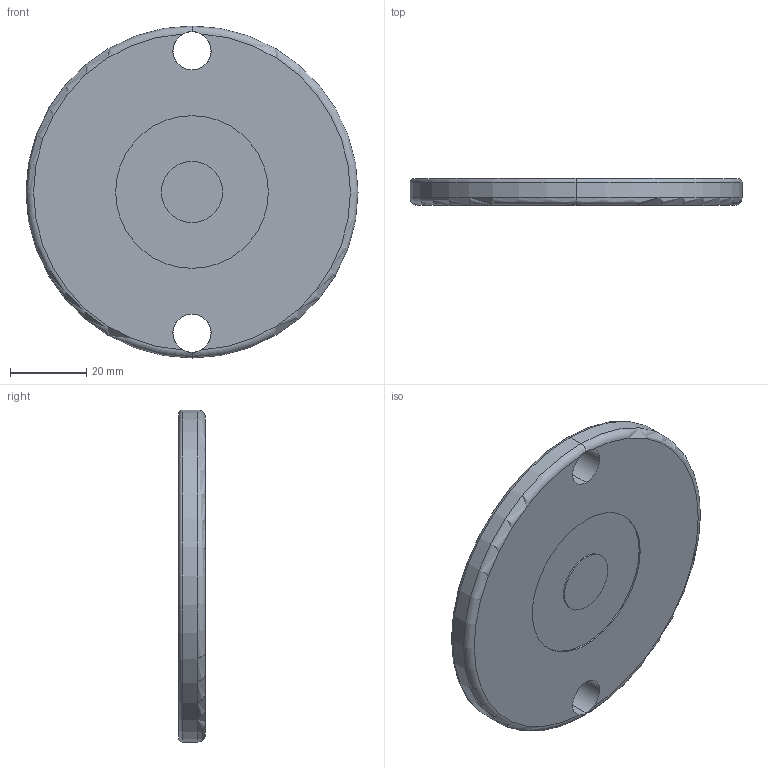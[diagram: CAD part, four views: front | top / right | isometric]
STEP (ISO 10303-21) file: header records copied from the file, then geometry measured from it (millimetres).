
FILE_DESCRIPTION (( 'STEP AP214' ), '1' );
FILE_NAME ('098ag100b.STEP', '2014-08-13T08:46:50', ( '' ), ( '' ), 'SwSTEP 2.0', 'SolidWorks 2014', '' );
FILE_SCHEMA (( 'AUTOMOTIVE_DESIGN' ));
Length unit declared in the file: millimetre
Products named in the file (1): 098ag100b
Bounding box: 87 x 7 x 87 mm (x, y, z)
Volume: 35929.2 mm3; surface area: 14175.6 mm2
Topology: 1 solids, 1 shells, 28 faces, 62 edges, 38 vertices
Faces by surface type: cylinder 14, torus 8, plane 6
Entity records: 1098 total; most frequent: CARTESIAN_POINT 161, DIRECTION 160, ORIENTED_EDGE 124, AXIS2_PLACEMENT_3D 73, EDGE_CURVE 62, CIRCLE 44, VERTEX_POINT 38, EDGE_LOOP 34
